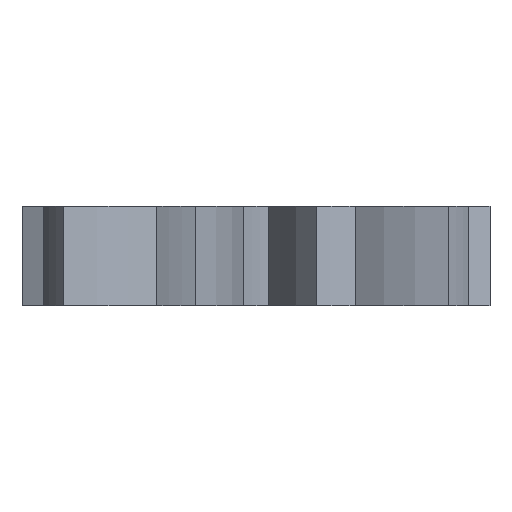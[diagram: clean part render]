
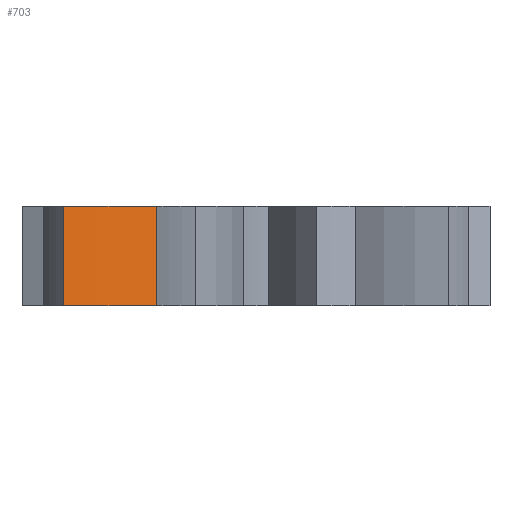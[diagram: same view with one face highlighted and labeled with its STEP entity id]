
A CAD part, front view. The second image highlights one B-rep face of the part: STEP entity #703.
In plain terms, the highlighted cylindrical face has radius 15.237 mm (diameter 30.474 mm), a partial arc.
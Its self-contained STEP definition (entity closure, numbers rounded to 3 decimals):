
#31=FACE_OUTER_BOUND('',#70,.T.);
#70=EDGE_LOOP('',(#471,#472,#473,#474));
#111=LINE('',#1188,#148);
#114=LINE('',#1202,#151);
#148=VECTOR('',#926,10.);
#151=VECTOR('',#941,10.);
#194=CIRCLE('',#784,15.237);
#195=CIRCLE('',#785,15.237);
#268=VERTEX_POINT('',#1184);
#270=VERTEX_POINT('',#1187);
#274=VERTEX_POINT('',#1199);
#275=VERTEX_POINT('',#1201);
#348=EDGE_CURVE('',#270,#268,#111,.T.);
#354=EDGE_CURVE('',#274,#268,#194,.T.);
#355=EDGE_CURVE('',#275,#274,#114,.T.);
#356=EDGE_CURVE('',#270,#275,#195,.T.);
#471=ORIENTED_EDGE('',*,*,#354,.F.);
#472=ORIENTED_EDGE('',*,*,#355,.F.);
#473=ORIENTED_EDGE('',*,*,#356,.F.);
#474=ORIENTED_EDGE('',*,*,#348,.T.);
#666=CYLINDRICAL_SURFACE('',#783,15.237);
#703=ADVANCED_FACE('',(#31),#666,.T.);
#783=AXIS2_PLACEMENT_3D('',#1198,#937,#938);
#784=AXIS2_PLACEMENT_3D('',#1200,#939,#940);
#785=AXIS2_PLACEMENT_3D('',#1203,#942,#943);
#926=DIRECTION('',(0.,0.,1.));
#937=DIRECTION('center_axis',(0.,0.,1.));
#938=DIRECTION('ref_axis',(0.568,-0.823,0.));
#939=DIRECTION('center_axis',(0.,0.,1.));
#940=DIRECTION('ref_axis',(0.568,-0.823,0.));
#941=DIRECTION('',(0.,0.,1.));
#942=DIRECTION('center_axis',(0.,0.,-1.));
#943=DIRECTION('ref_axis',(0.568,-0.823,0.));
#1184=CARTESIAN_POINT('',(-6.894,-6.894,7.));
#1187=CARTESIAN_POINT('',(-6.894,-6.894,0.));
#1188=CARTESIAN_POINT('',(-6.894,-6.894,0.));
#1198=CARTESIAN_POINT('Origin',(-15.551,5.645,0.));
#1199=CARTESIAN_POINT('',(-13.501,-9.453,7.));
#1200=CARTESIAN_POINT('Origin',(-15.551,5.645,7.));
#1201=CARTESIAN_POINT('',(-13.501,-9.453,0.));
#1202=CARTESIAN_POINT('',(-13.501,-9.453,0.));
#1203=CARTESIAN_POINT('Origin',(-15.551,5.645,0.));
